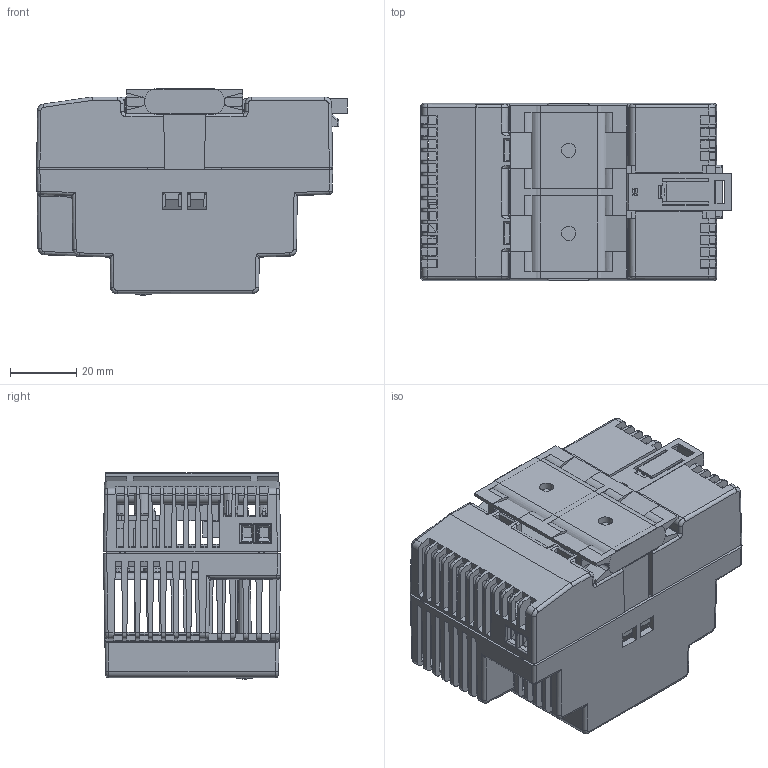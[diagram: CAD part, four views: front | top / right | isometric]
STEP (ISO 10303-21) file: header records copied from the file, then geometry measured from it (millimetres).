
FILE_DESCRIPTION( ( 'Unknown' ), '1' );
FILE_NAME( 'TBLC_50.stp', 'Unknown', ( 'Unknown' ), ( 'Unknown' ), 'PSStep 14.0', 'Unknown', ' ' );
FILE_SCHEMA( ( 'AUTOMOTIVE_DESIGN { 1 0 10303 214 1 1 1 1 }' ) );
Length unit declared in the file: millimetre
Products named in the file (6): Assem1; MODULE; Wall_Mount
Bounding box: 93.98 x 53.61 x 62.42 mm (x, y, z)
Volume: 102309.6 mm3; surface area: 120001.1 mm2
Topology: 10 solids, 10 shells, 3272 faces, 9538 edges, 6120 vertices
Faces by surface type: plane 1976, bspline 448, cylinder 426, extrusion 204, cone 74, torus 58, sphere 40, revolution 38, offset 8
Full cylindrical faces by diameter (mm): 1 x2, 3.85 x10, 3.95 x8, 4.05 x10, 4.3 x4
Entity records: 75515 total; most frequent: CARTESIAN_POINT 18081, ORIENTED_EDGE 9310, DIRECTION 7418, EDGE_CURVE 4655, VECTOR 3629, LINE 3527, VERTEX_POINT 3019, STYLED_ITEM 2192
